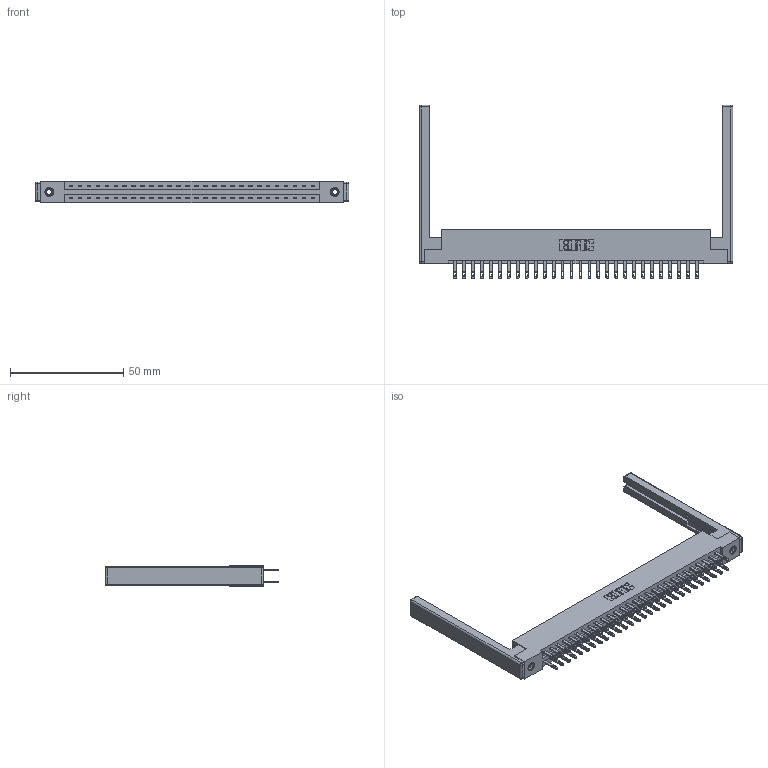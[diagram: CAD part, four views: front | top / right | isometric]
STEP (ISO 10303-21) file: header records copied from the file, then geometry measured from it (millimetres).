
FILE_DESCRIPTION (( 'STEP AP203' ), '1' );
FILE_NAME ('337-056-500-268.STEP', '2019-10-09T18:45:57', ( '' ), ( '' ), 'SwSTEP 2.0', 'SolidWorks 2016', '' );
FILE_SCHEMA (( 'CONFIG_CONTROL_DESIGN' ));
Length unit declared in the file: inch
Products named in the file (5): 337 Part_Flush Mounting Lugs - 0.156 Dia-TI; 337-056-500-268; 307-220-068; 345-292-001_345-293-100; 345-250-001_345-250-001-102
Assembly tree (61 placements, depth 2):
  337-056-500-268
    337 Part_Flush Mounting Lugs - 0.156 Dia-TI
    345-292-001_345-293-100  x56
    345-250-001_345-250-001-102  x2
    307-220-068  x2
Bounding box: 138.38 x 76.59 x 9.4 mm (x, y, z)
Volume: 18953.1 mm3; surface area: 20989.2 mm2
Topology: 61 solids, 61 shells, 3068 faces, 9269 edges, 6158 vertices
Faces by surface type: plane 1950, cylinder 1094, cone 12, sphere 8, torus 4
Entity records: 26210 total; most frequent: CARTESIAN_POINT 4391, ORIENTED_EDGE 4316, DIRECTION 3832, EDGE_CURVE 2158, LINE 1976, VECTOR 1976, VERTEX_POINT 1430, AXIS2_PLACEMENT_3D 928
